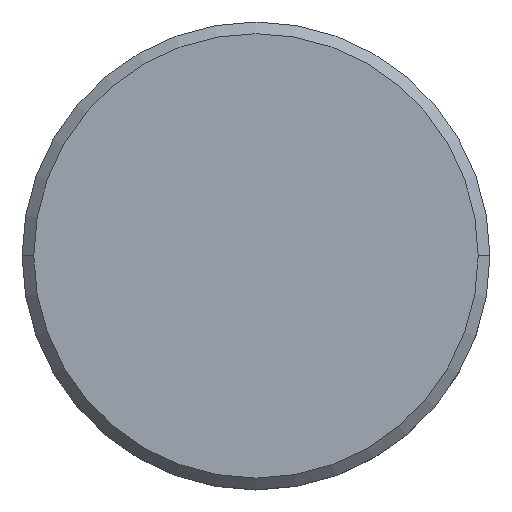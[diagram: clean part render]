
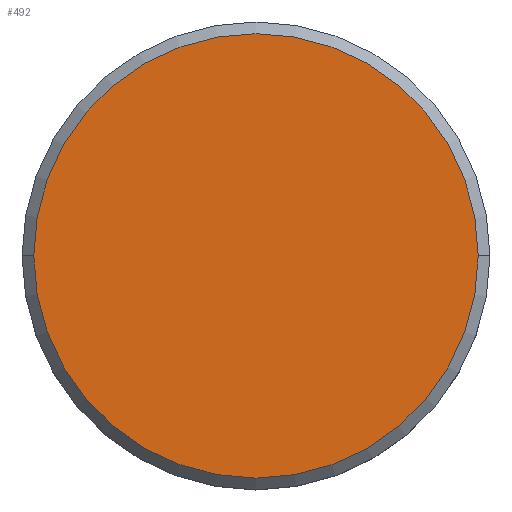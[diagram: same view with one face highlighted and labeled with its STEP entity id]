
A CAD part, top view. The second image highlights one B-rep face of the part: STEP entity #492.
In plain terms, the highlighted planar face has unit normal (0, 0, 1).
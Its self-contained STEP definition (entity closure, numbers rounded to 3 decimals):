
#5 = DIRECTION ( 'NONE',  ( 0., 0., 1. ) ) ;
#8 = CARTESIAN_POINT ( 'NONE',  ( 0., 0., 0. ) ) ;
#69 = DIRECTION ( 'NONE',  ( 1., 0., 0. ) ) ;
#104 = CARTESIAN_POINT ( 'NONE',  ( 0., 0., 0. ) ) ;
#117 = AXIS2_PLACEMENT_3D ( 'NONE', #246, #5, #188 ) ;
#188 = DIRECTION ( 'NONE',  ( 1., 0., 0. ) ) ;
#201 = DIRECTION ( 'NONE',  ( 0., 0., 1. ) ) ;
#219 = EDGE_CURVE ( 'NONE', #541, #317, #349, .T. ) ;
#243 = FACE_OUTER_BOUND ( 'NONE', #330, .T. ) ;
#246 = CARTESIAN_POINT ( 'NONE',  ( 0., 0., 0. ) ) ;
#260 = AXIS2_PLACEMENT_3D ( 'NONE', #8, #280, #69 ) ;
#280 = DIRECTION ( 'NONE',  ( 0., 0., 1. ) ) ;
#287 = DIRECTION ( 'NONE',  ( 1., 0., 0. ) ) ;
#317 = VERTEX_POINT ( 'NONE', #575 ) ;
#330 = EDGE_LOOP ( 'NONE', ( #576, #368 ) ) ;
#349 = CIRCLE ( 'NONE', #562, 9.5 ) ;
#368 = ORIENTED_EDGE ( 'NONE', *, *, #587, .T. ) ;
#420 = PLANE ( 'NONE',  #260 ) ;
#448 = CARTESIAN_POINT ( 'NONE',  ( -9.5, 0., 0. ) ) ;
#492 = ADVANCED_FACE ( 'NONE', ( #243 ), #420, .T. ) ;
#522 = CIRCLE ( 'NONE', #117, 9.5 ) ;
#541 = VERTEX_POINT ( 'NONE', #448 ) ;
#562 = AXIS2_PLACEMENT_3D ( 'NONE', #104, #201, #287 ) ;
#575 = CARTESIAN_POINT ( 'NONE',  ( 9.5, 0., 0. ) ) ;
#576 = ORIENTED_EDGE ( 'NONE', *, *, #219, .T. ) ;
#587 = EDGE_CURVE ( 'NONE', #317, #541, #522, .T. ) ;
